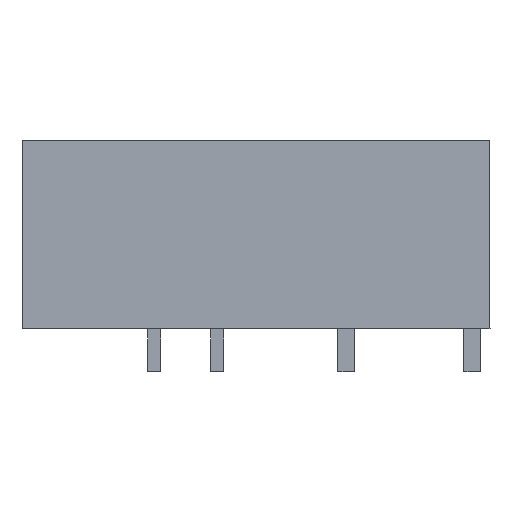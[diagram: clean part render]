
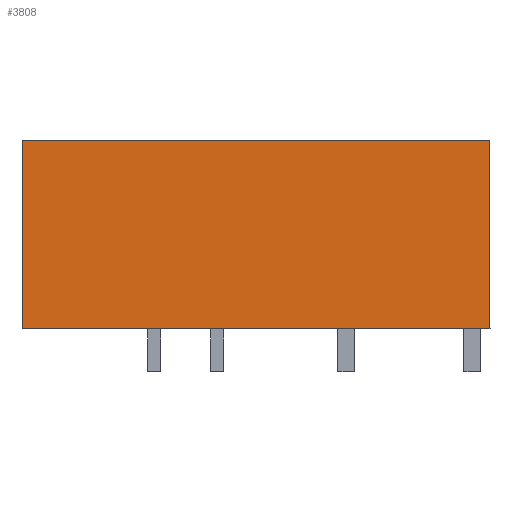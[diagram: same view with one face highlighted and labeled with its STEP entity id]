
A CAD part, left-side view. The second image highlights one B-rep face of the part: STEP entity #3808.
In plain terms, the highlighted planar face has unit normal (-1, 0, 0).
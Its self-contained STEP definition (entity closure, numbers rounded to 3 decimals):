
#3795=AXIS2_PLACEMENT_3D('Plane Axis2P3D',#3792,#3793,#3794) ;
#1444=CARTESIAN_POINT('Vertex',(0.,0.,14.)) ;
#1447=CARTESIAN_POINT('Line Origine',(0.,0.,8.3)) ;
#1451=CARTESIAN_POINT('Vertex',(0.,0.,2.6)) ;
#1543=CARTESIAN_POINT('Line Origine',(0.,14.15,2.6)) ;
#1547=CARTESIAN_POINT('Vertex',(0.,28.3,2.6)) ;
#3253=CARTESIAN_POINT('Vertex',(0.,28.3,14.)) ;
#3315=CARTESIAN_POINT('Line Origine',(0.,28.3,8.3)) ;
#3792=CARTESIAN_POINT('Axis2P3D Location',(0.,0.,17.5)) ;
#3797=CARTESIAN_POINT('Line Origine',(0.,14.15,14.)) ;
#1448=DIRECTION('Vector Direction',(0.,0.,-1.)) ;
#1544=DIRECTION('Vector Direction',(0.,-1.,0.)) ;
#3316=DIRECTION('Vector Direction',(0.,0.,1.)) ;
#3793=DIRECTION('Axis2P3D Direction',(-1.,0.,0.)) ;
#3794=DIRECTION('Axis2P3D XDirection',(0.,1.,0.)) ;
#3798=DIRECTION('Vector Direction',(0.,-1.,0.)) ;
#1449=VECTOR('Line Direction',#1448,1.) ;
#1545=VECTOR('Line Direction',#1544,1.) ;
#3317=VECTOR('Line Direction',#3316,1.) ;
#3799=VECTOR('Line Direction',#3798,1.) ;
#3803=ORIENTED_EDGE('',*,*,#3801,.F.) ;
#3804=ORIENTED_EDGE('',*,*,#3319,.F.) ;
#3805=ORIENTED_EDGE('',*,*,#1549,.T.) ;
#3806=ORIENTED_EDGE('',*,*,#1453,.T.) ;
#3808=ADVANCED_FACE('model',(#3807),#3796,.T.) ;
#1453=EDGE_CURVE('',#1452,#1445,#1450,.F.) ;
#1549=EDGE_CURVE('',#1548,#1452,#1546,.T.) ;
#3319=EDGE_CURVE('',#1548,#3254,#3318,.T.) ;
#3801=EDGE_CURVE('',#3254,#1445,#3800,.T.) ;
#3802=EDGE_LOOP('',(#3803,#3804,#3805,#3806)) ;
#3807=FACE_OUTER_BOUND('',#3802,.T.) ;
#1450=LINE('Line',#1447,#1449) ;
#1546=LINE('Line',#1543,#1545) ;
#3318=LINE('Line',#3315,#3317) ;
#3800=LINE('Line',#3797,#3799) ;
#3796=PLANE('',#3795) ;
#1445=VERTEX_POINT('',#1444) ;
#1452=VERTEX_POINT('',#1451) ;
#1548=VERTEX_POINT('',#1547) ;
#3254=VERTEX_POINT('',#3253) ;
